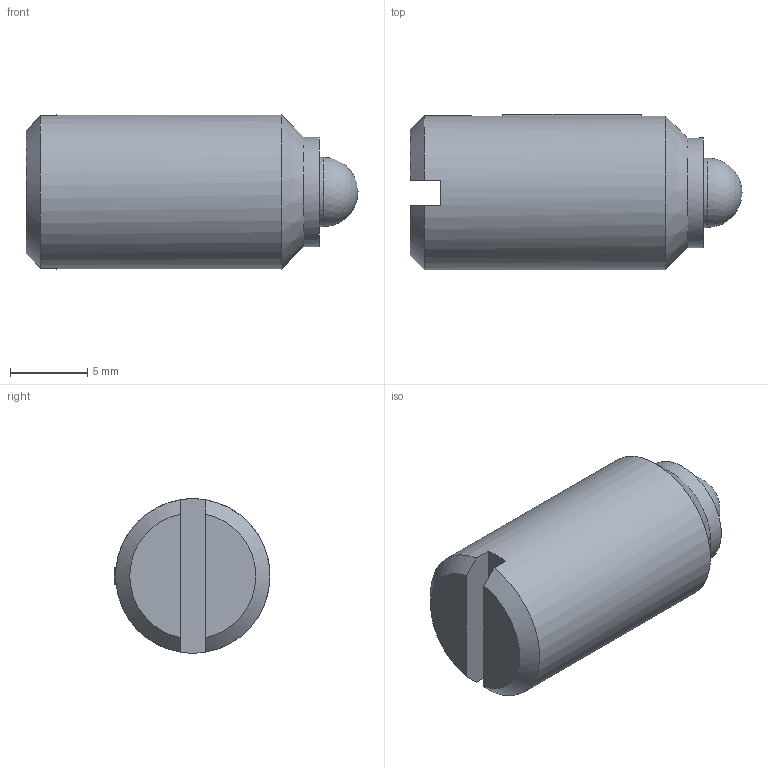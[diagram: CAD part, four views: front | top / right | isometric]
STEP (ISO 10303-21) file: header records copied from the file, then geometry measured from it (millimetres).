
FILE_DESCRIPTION( ( 'STEP AP214' ), '1' );
FILE_NAME( 'K0323.1100.stp', '2020-12-02T15:54:32', ( '' ), ( '' ), ' ', 'PARTsolutions', ' ' );
FILE_SCHEMA( ( 'AUTOMOTIVE_DESIGN { 1 0 10303 214 1 1 1 1 }' ) );
Length unit declared in the file: millimetre
Products named in the file (1): _K0323.1100
Bounding box: 21.5 x 10.1 x 9.99 mm (x, y, z)
Volume: 1352.8 mm3; surface area: 842.5 mm2
Topology: 1 solids, 2 shells, 30 faces, 72 edges, 46 vertices
Faces by surface type: plane 20, cylinder 5, cone 4, sphere 1
Full cylindrical faces by diameter (mm): 4.48 x1, 4.5 x1, 7.1 x1, 10 x1
Entity records: 1024 total; most frequent: CARTESIAN_POINT 153, DIRECTION 128, ORIENTED_EDGE 118, EDGE_CURVE 59, AXIS2_PLACEMENT_3D 46, VERTEX_POINT 41, LINE 36, VECTOR 36
